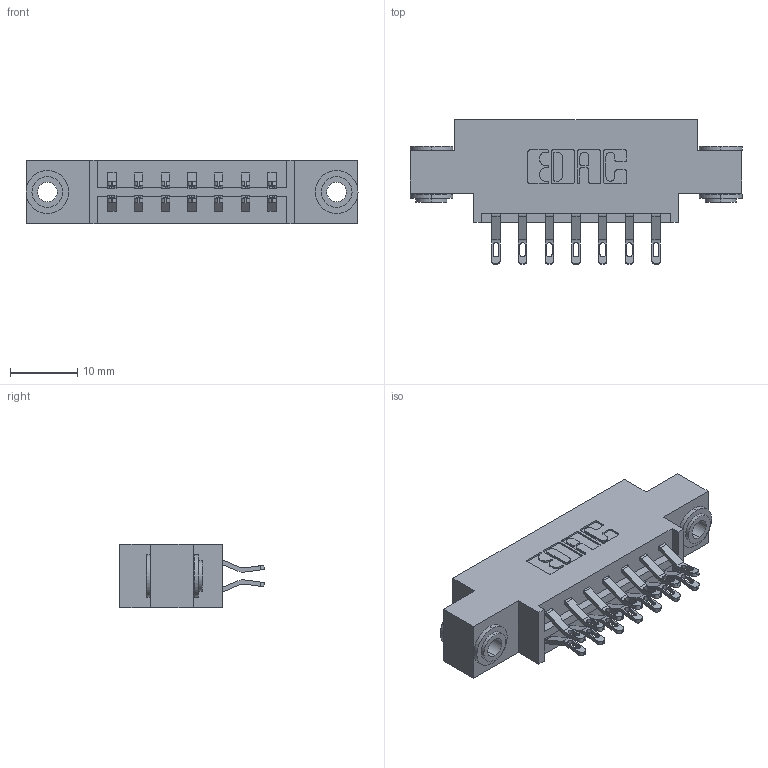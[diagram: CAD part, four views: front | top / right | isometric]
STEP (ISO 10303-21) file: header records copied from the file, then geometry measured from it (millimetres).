
FILE_DESCRIPTION (( 'STEP AP203' ), '1' );
FILE_NAME ('833-014-555-803.STEP', '2020-05-31T14:38:40', ( '' ), ( '' ), 'SwSTEP 2.0', 'SolidWorks 2020', '' );
FILE_SCHEMA (( 'CONFIG_CONTROL_DESIGN' ));
Length unit declared in the file: inch
Products named in the file (4): 833 Part_Offset - .156 Dia - TH; 345-292-001_555 Tail; 345-250-002_345-250-002-102; 833-014-555-803
Assembly tree (17 placements, depth 2):
  833-014-555-803
    833 Part_Offset - .156 Dia - TH
    345-292-001_555 Tail  x14
    345-250-002_345-250-002-102  x2
Bounding box: 49.28 x 21.47 x 9.4 mm (x, y, z)
Volume: 4535.7 mm3; surface area: 5579.8 mm2
Topology: 17 solids, 17 shells, 968 faces, 2961 edges, 1970 vertices
Faces by surface type: plane 560, cylinder 400, cone 8
Entity records: 10138 total; most frequent: CARTESIAN_POINT 1735, ORIENTED_EDGE 1634, DIRECTION 1547, EDGE_CURVE 817, LINE 645, VECTOR 645, VERTEX_POINT 542, AXIS2_PLACEMENT_3D 451
